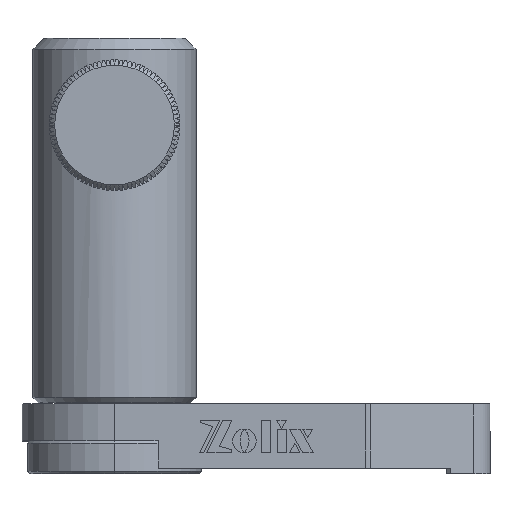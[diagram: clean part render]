
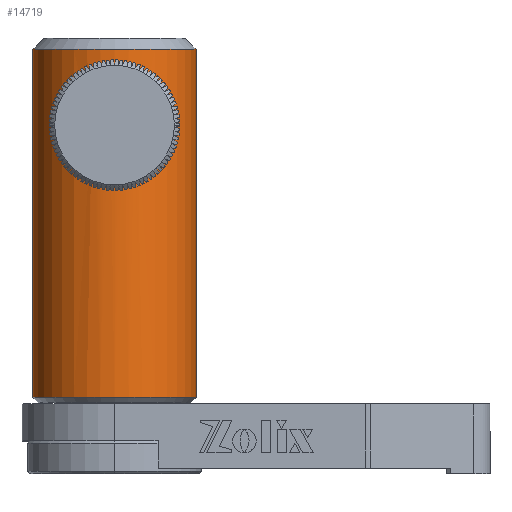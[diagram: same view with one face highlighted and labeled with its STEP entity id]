
A CAD part, top view. The second image highlights one B-rep face of the part: STEP entity #14719.
In plain terms, the highlighted cylindrical face has radius 7.5 mm (diameter 15 mm), a partial arc.
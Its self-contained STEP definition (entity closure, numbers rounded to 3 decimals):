
#463 = CARTESIAN_POINT ( 'NONE',  ( -0.274, 29.9, 7.5 ) ) ;
#512 = FACE_OUTER_BOUND ( 'NONE', #10808, .T. ) ;
#616 = CARTESIAN_POINT ( 'NONE',  ( -0.552, 29.955, 7.484 ) ) ;
#640 = EDGE_CURVE ( 'NONE', #6636, #7773, #2798, .T. ) ;
#670 = CARTESIAN_POINT ( 'NONE',  ( 0.549, 29.968, 7.481 ) ) ;
#688 = CARTESIAN_POINT ( 'NONE',  ( -7.5, 40., 0. ) ) ;
#739 = CARTESIAN_POINT ( 'NONE',  ( 2.032, 32.547, 7.219 ) ) ;
#817 = CARTESIAN_POINT ( 'NONE',  ( 1.678, 33.292, 7.313 ) ) ;
#975 = CARTESIAN_POINT ( 'NONE',  ( 1.056, 30.18, 7.426 ) ) ;
#1262 = B_SPLINE_CURVE_WITH_KNOTS ( 'NONE', 3,
 ( #10497, #5839, #7032, #5762, #11936, #15607, #8157, #13053, #14183, #817, #4502, #11707, #739, #15383, #3066, #1869, #3214, #5537, #6807, #4425, #11630, #6876, #14260, #975, #15533, #12981, #670, #2086, #10419, #9281 ),
 .UNSPECIFIED., .F., .F.,
 ( 4, 2, 2, 2, 2, 2, 2, 2, 2, 2, 2, 2, 2, 2, 4 ),
 ( 0., 0., 0.001, 0.001, 0.002, 0.002, 0.003, 0.003, 0.004, 0.004, 0.005, 0.005, 0.006, 0.006, 0.007 ),
 .UNSPECIFIED. ) ;
#1574 = CARTESIAN_POINT ( 'NONE',  ( 0.001, 29.9, 7.5 ) ) ;
#1678 = LINE ( 'NONE', #9975, #1799 ) ;
#1799 = VECTOR ( 'NONE', #5193, 1000. ) ;
#1869 = CARTESIAN_POINT ( 'NONE',  ( 2.1, 31.864, 7.2 ) ) ;
#1883 = CARTESIAN_POINT ( 'NONE',  ( -1.821, 30.945, 7.276 ) ) ;
#2086 = CARTESIAN_POINT ( 'NONE',  ( 0.278, 29.914, 7.496 ) ) ;
#2643 = ORIENTED_EDGE ( 'NONE', *, *, #6716, .T. ) ;
#2798 = CIRCLE ( 'NONE', #10465, 7.5 ) ;
#2891 = CARTESIAN_POINT ( 'NONE',  ( 0., 39., 0. ) ) ;
#3009 = CARTESIAN_POINT ( 'NONE',  ( -0.934, 33.886, 7.443 ) ) ;
#3066 = CARTESIAN_POINT ( 'NONE',  ( 2.1, 32.139, 7.2 ) ) ;
#3156 = CARTESIAN_POINT ( 'NONE',  ( -2.1, 31.861, 7.2 ) ) ;
#3214 = CARTESIAN_POINT ( 'NONE',  ( 2.086, 31.724, 7.204 ) ) ;
#3234 = CARTESIAN_POINT ( 'NONE',  ( -1.282, 30.331, 7.391 ) ) ;
#3356 = EDGE_CURVE ( 'NONE', #6378, #4147, #11732, .T. ) ;
#3369 = EDGE_CURVE ( 'NONE', #14901, #6636, #7791, .T. ) ;
#4147 = VERTEX_POINT ( 'NONE', #15423 ) ;
#4174 = DIRECTION ( 'NONE',  ( 0., -1., 0. ) ) ;
#4184 = CARTESIAN_POINT ( 'NONE',  ( 0., 40., 0. ) ) ;
#4364 = CARTESIAN_POINT ( 'NONE',  ( -1.283, 33.668, 7.39 ) ) ;
#4414 = DIRECTION ( 'NONE',  ( 0., -1., 0. ) ) ;
#4425 = CARTESIAN_POINT ( 'NONE',  ( 1.834, 30.94, 7.273 ) ) ;
#4502 = CARTESIAN_POINT ( 'NONE',  ( 1.834, 33.059, 7.273 ) ) ;
#4519 = CARTESIAN_POINT ( 'NONE',  ( -0.931, 30.113, 7.443 ) ) ;
#5133 = DIRECTION ( 'NONE',  ( 1., 0., 0. ) ) ;
#5193 = DIRECTION ( 'NONE',  ( 0., -1., 0. ) ) ;
#5299 = DIRECTION ( 'NONE',  ( -1., 0., 0. ) ) ;
#5403 = CARTESIAN_POINT ( 'NONE',  ( -0.277, 34.086, 7.496 ) ) ;
#5477 = CARTESIAN_POINT ( 'NONE',  ( -2.1, 32.138, 7.2 ) ) ;
#5537 = CARTESIAN_POINT ( 'NONE',  ( 2.032, 31.454, 7.219 ) ) ;
#5628 = CARTESIAN_POINT ( 'NONE',  ( -2.086, 31.722, 7.204 ) ) ;
#5701 = CARTESIAN_POINT ( 'NONE',  ( -1.992, 31.321, 7.231 ) ) ;
#5762 = CARTESIAN_POINT ( 'NONE',  ( 0.546, 34.032, 7.481 ) ) ;
#5839 = CARTESIAN_POINT ( 'NONE',  ( 0.139, 34.1, 7.5 ) ) ;
#6378 = VERTEX_POINT ( 'NONE', #12752 ) ;
#6597 = CARTESIAN_POINT ( 'NONE',  ( -0.547, 34.032, 7.481 ) ) ;
#6636 = VERTEX_POINT ( 'NONE', #9994 ) ;
#6716 = EDGE_CURVE ( 'NONE', #9928, #14901, #9850, .T. ) ;
#6748 = CARTESIAN_POINT ( 'NONE',  ( -1.678, 33.291, 7.312 ) ) ;
#6807 = CARTESIAN_POINT ( 'NONE',  ( 1.993, 31.323, 7.231 ) ) ;
#6876 = CARTESIAN_POINT ( 'NONE',  ( 1.388, 30.418, 7.371 ) ) ;
#7032 = CARTESIAN_POINT ( 'NONE',  ( 0.277, 34.086, 7.496 ) ) ;
#7283 = VECTOR ( 'NONE', #9224, 1000. ) ;
#7773 = VERTEX_POINT ( 'NONE', #13855 ) ;
#7791 = LINE ( 'NONE', #688, #7283 ) ;
#7839 = DIRECTION ( 'NONE',  ( 1., 0., 0. ) ) ;
#7949 = CARTESIAN_POINT ( 'NONE',  ( -1.39, 33.58, 7.371 ) ) ;
#8023 = CARTESIAN_POINT ( 'NONE',  ( 0., 34.1, 7.5 ) ) ;
#8099 = CARTESIAN_POINT ( 'NONE',  ( -1.054, 30.179, 7.426 ) ) ;
#8157 = CARTESIAN_POINT ( 'NONE',  ( 1.054, 33.822, 7.426 ) ) ;
#8258 = ORIENTED_EDGE ( 'NONE', *, *, #3356, .T. ) ;
#9063 = AXIS2_PLACEMENT_3D ( 'NONE', #2891, #4174, #7839 ) ;
#9070 = CARTESIAN_POINT ( 'NONE',  ( -2.032, 31.453, 7.22 ) ) ;
#9078 = ORIENTED_EDGE ( 'NONE', *, *, #640, .T. ) ;
#9080 = ORIENTED_EDGE ( 'NONE', *, *, #10435, .T. ) ;
#9224 = DIRECTION ( 'NONE',  ( 0., -1., 0. ) ) ;
#9226 = ORIENTED_EDGE ( 'NONE', *, *, #12214, .F. ) ;
#9281 = CARTESIAN_POINT ( 'NONE',  ( 0.001, 29.9, 7.5 ) ) ;
#9378 = CARTESIAN_POINT ( 'NONE',  ( -1.669, 30.718, 7.312 ) ) ;
#9850 = CIRCLE ( 'NONE', #9063, 7.5 ) ;
#9928 = VERTEX_POINT ( 'NONE', #10061 ) ;
#9975 = CARTESIAN_POINT ( 'NONE',  ( 7.5, 40., 0. ) ) ;
#9994 = CARTESIAN_POINT ( 'NONE',  ( -7.5, 7., 0. ) ) ;
#10061 = CARTESIAN_POINT ( 'NONE',  ( 7.5, 39., 0. ) ) ;
#10087 = CARTESIAN_POINT ( 'NONE',  ( 0., 7., 0. ) ) ;
#10243 = EDGE_LOOP ( 'NONE', ( #9080, #8258 ) ) ;
#10360 = CARTESIAN_POINT ( 'NONE',  ( -1.834, 33.058, 7.273 ) ) ;
#10419 = CARTESIAN_POINT ( 'NONE',  ( 0.138, 29.9, 7.5 ) ) ;
#10435 = EDGE_CURVE ( 'NONE', #4147, #6378, #1262, .T. ) ;
#10438 = CARTESIAN_POINT ( 'NONE',  ( -0.139, 34.1, 7.5 ) ) ;
#10465 = AXIS2_PLACEMENT_3D ( 'NONE', #10087, #14739, #5133 ) ;
#10497 = CARTESIAN_POINT ( 'NONE',  ( 0., 34.1, 7.5 ) ) ;
#10590 = CARTESIAN_POINT ( 'NONE',  ( -1.992, 32.679, 7.231 ) ) ;
#10808 = EDGE_LOOP ( 'NONE', ( #9226, #2643, #13649, #9078 ) ) ;
#11501 = CARTESIAN_POINT ( 'NONE',  ( -2.087, 32.274, 7.204 ) ) ;
#11622 = CYLINDRICAL_SURFACE ( 'NONE', #14637, 7.5 ) ;
#11630 = CARTESIAN_POINT ( 'NONE',  ( 1.679, 30.709, 7.312 ) ) ;
#11647 = CARTESIAN_POINT ( 'NONE',  ( -0.681, 33.991, 7.47 ) ) ;
#11707 = CARTESIAN_POINT ( 'NONE',  ( 1.991, 32.68, 7.231 ) ) ;
#11721 = CARTESIAN_POINT ( 'NONE',  ( -2.033, 32.545, 7.219 ) ) ;
#11732 = B_SPLINE_CURVE_WITH_KNOTS ( 'NONE', 3,
 ( #1574, #463, #616, #4519, #8099, #3234, #15328, #13967, #9378, #1883, #15475, #5701, #9070, #5628, #3156, #5477, #11501, #11721, #10590, #10360, #6748, #7949, #4364, #15254, #3009, #11647, #6597, #5403, #10438, #8023 ),
 .UNSPECIFIED., .F., .F.,
 ( 4, 2, 2, 2, 2, 2, 2, 2, 2, 2, 2, 2, 2, 2, 4 ),
 ( 0.007, 0.007, 0.008, 0.008, 0.009, 0.009, 0.009, 0.01, 0.01, 0.011, 0.012, 0.012, 0.012, 0.013, 0.013 ),
 .UNSPECIFIED. ) ;
#11936 = CARTESIAN_POINT ( 'NONE',  ( 0.68, 33.992, 7.47 ) ) ;
#12214 = EDGE_CURVE ( 'NONE', #9928, #7773, #1678, .T. ) ;
#12752 = CARTESIAN_POINT ( 'NONE',  ( 0.001, 29.9, 7.5 ) ) ;
#12981 = CARTESIAN_POINT ( 'NONE',  ( 0.68, 30.008, 7.47 ) ) ;
#13053 = CARTESIAN_POINT ( 'NONE',  ( 1.282, 33.669, 7.391 ) ) ;
#13649 = ORIENTED_EDGE ( 'NONE', *, *, #3369, .T. ) ;
#13855 = CARTESIAN_POINT ( 'NONE',  ( 7.5, 7., 0. ) ) ;
#13967 = CARTESIAN_POINT ( 'NONE',  ( -1.581, 30.611, 7.332 ) ) ;
#14183 = CARTESIAN_POINT ( 'NONE',  ( 1.389, 33.581, 7.371 ) ) ;
#14260 = CARTESIAN_POINT ( 'NONE',  ( 1.283, 30.332, 7.39 ) ) ;
#14637 = AXIS2_PLACEMENT_3D ( 'NONE', #4184, #4414, #5299 ) ;
#14719 = ADVANCED_FACE ( 'NONE', ( #512, #15066 ), #11622, .T. ) ;
#14739 = DIRECTION ( 'NONE',  ( 0., 1., 0. ) ) ;
#14798 = CARTESIAN_POINT ( 'NONE',  ( -7.5, 39., 0. ) ) ;
#14901 = VERTEX_POINT ( 'NONE', #14798 ) ;
#15066 = FACE_BOUND ( 'NONE', #10243, .T. ) ;
#15254 = CARTESIAN_POINT ( 'NONE',  ( -1.055, 33.821, 7.426 ) ) ;
#15328 = CARTESIAN_POINT ( 'NONE',  ( -1.387, 30.417, 7.371 ) ) ;
#15383 = CARTESIAN_POINT ( 'NONE',  ( 2.086, 32.276, 7.204 ) ) ;
#15423 = CARTESIAN_POINT ( 'NONE',  ( 0., 34.1, 7.5 ) ) ;
#15475 = CARTESIAN_POINT ( 'NONE',  ( -1.885, 31.065, 7.259 ) ) ;
#15533 = CARTESIAN_POINT ( 'NONE',  ( 0.933, 30.114, 7.443 ) ) ;
#15607 = CARTESIAN_POINT ( 'NONE',  ( 0.934, 33.886, 7.443 ) ) ;
